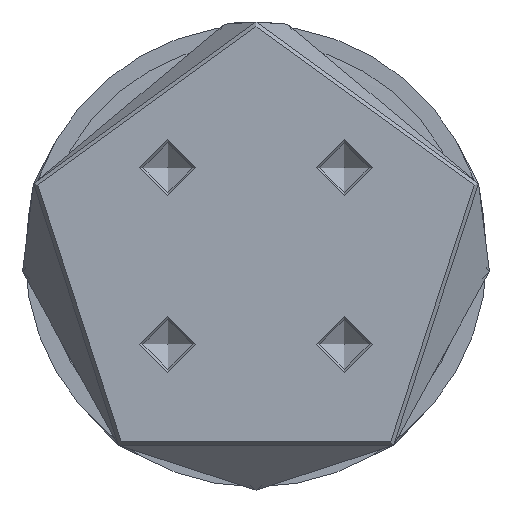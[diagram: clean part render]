
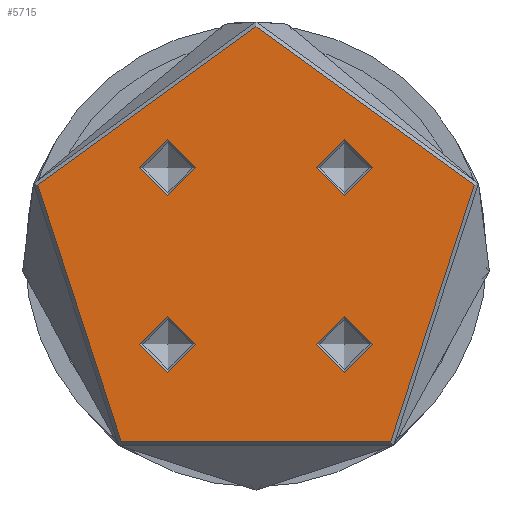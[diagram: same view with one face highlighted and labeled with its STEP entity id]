
A CAD part, front view. The second image highlights one B-rep face of the part: STEP entity #5715.
In plain terms, the highlighted face is planar.
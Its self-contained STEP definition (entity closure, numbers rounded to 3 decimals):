
#292 = VERTEX_POINT ( 'NONE', #5200 ) ;
#426 = EDGE_CURVE ( 'NONE', #5826, #5826, #3251, .T. ) ;
#433 = AXIS2_PLACEMENT_3D ( 'NONE', #546, #3852, #1035 ) ;
#444 = CARTESIAN_POINT ( 'NONE',  ( -14.142, -14.142, 0. ) ) ;
#490 = VERTEX_POINT ( 'NONE', #1975 ) ;
#546 = CARTESIAN_POINT ( 'NONE',  ( 14.142, 14.142, 0. ) ) ;
#616 = PLANE ( 'NONE',  #913 ) ;
#707 = EDGE_LOOP ( 'NONE', ( #1726 ) ) ;
#776 = CIRCLE ( 'NONE', #4895, 4.5 ) ;
#850 = CARTESIAN_POINT ( 'NONE',  ( 14.142, -14.142, 0. ) ) ;
#913 = AXIS2_PLACEMENT_3D ( 'NONE', #2992, #4361, #3916 ) ;
#930 = DIRECTION ( 'NONE',  ( -1., 0., 0. ) ) ;
#1035 = DIRECTION ( 'NONE',  ( 1., 0., 0. ) ) ;
#1329 = DIRECTION ( 'NONE',  ( 1., 0., 0. ) ) ;
#1449 = ORIENTED_EDGE ( 'NONE', *, *, #4127, .T. ) ;
#1510 = EDGE_LOOP ( 'NONE', ( #4489 ) ) ;
#1726 = ORIENTED_EDGE ( 'NONE', *, *, #3411, .F. ) ;
#1975 = CARTESIAN_POINT ( 'NONE',  ( 36.75, 0., 0. ) ) ;
#2325 = AXIS2_PLACEMENT_3D ( 'NONE', #2462, #5748, #2940 ) ;
#2326 = CIRCLE ( 'NONE', #2325, 4.5 ) ;
#2336 = DIRECTION ( 'NONE',  ( 0., 0., 1. ) ) ;
#2378 = CIRCLE ( 'NONE', #3062, 36.75 ) ;
#2427 = CARTESIAN_POINT ( 'NONE',  ( -18.642, 14.142, 0. ) ) ;
#2459 = EDGE_CURVE ( 'NONE', #292, #292, #5347, .T. ) ;
#2462 = CARTESIAN_POINT ( 'NONE',  ( -14.142, 14.142, 0. ) ) ;
#2842 = EDGE_LOOP ( 'NONE', ( #2929 ) ) ;
#2929 = ORIENTED_EDGE ( 'NONE', *, *, #2459, .T. ) ;
#2940 = DIRECTION ( 'NONE',  ( -1., 0., 0. ) ) ;
#2992 = CARTESIAN_POINT ( 'NONE',  ( 0., 0., 0. ) ) ;
#3062 = AXIS2_PLACEMENT_3D ( 'NONE', #5130, #2336, #5612 ) ;
#3064 = ORIENTED_EDGE ( 'NONE', *, *, #426, .F. ) ;
#3251 = CIRCLE ( 'NONE', #433, 4.5 ) ;
#3411 = EDGE_CURVE ( 'NONE', #4251, #4251, #776, .T. ) ;
#3422 = AXIS2_PLACEMENT_3D ( 'NONE', #850, #4141, #1329 ) ;
#3470 = VERTEX_POINT ( 'NONE', #2427 ) ;
#3751 = DIRECTION ( 'NONE',  ( 0., 0., 1. ) ) ;
#3812 = CARTESIAN_POINT ( 'NONE',  ( -18.642, -14.142, 0. ) ) ;
#3852 = DIRECTION ( 'NONE',  ( 0., 0., 1. ) ) ;
#3873 = FACE_BOUND ( 'NONE', #4142, .T. ) ;
#3916 = DIRECTION ( 'NONE',  ( -1., 0., 0. ) ) ;
#4127 = EDGE_CURVE ( 'NONE', #3470, #3470, #2326, .T. ) ;
#4141 = DIRECTION ( 'NONE',  ( 0., 0., -1. ) ) ;
#4142 = EDGE_LOOP ( 'NONE', ( #1449 ) ) ;
#4163 = FACE_BOUND ( 'NONE', #2842, .T. ) ;
#4251 = VERTEX_POINT ( 'NONE', #3812 ) ;
#4361 = DIRECTION ( 'NONE',  ( 0., 0., -1. ) ) ;
#4489 = ORIENTED_EDGE ( 'NONE', *, *, #5412, .T. ) ;
#4684 = EDGE_LOOP ( 'NONE', ( #3064 ) ) ;
#4895 = AXIS2_PLACEMENT_3D ( 'NONE', #444, #3751, #930 ) ;
#5130 = CARTESIAN_POINT ( 'NONE',  ( 0., 0., 0. ) ) ;
#5181 = CARTESIAN_POINT ( 'NONE',  ( 18.642, 14.142, 0. ) ) ;
#5200 = CARTESIAN_POINT ( 'NONE',  ( 18.642, -14.142, 0. ) ) ;
#5347 = CIRCLE ( 'NONE', #3422, 4.5 ) ;
#5350 = FACE_OUTER_BOUND ( 'NONE', #1510, .T. ) ;
#5412 = EDGE_CURVE ( 'NONE', #490, #490, #2378, .T. ) ;
#5432 = FACE_BOUND ( 'NONE', #4684, .T. ) ;
#5580 = FACE_BOUND ( 'NONE', #707, .T. ) ;
#5612 = DIRECTION ( 'NONE',  ( 1., 0., 0. ) ) ;
#5715 = ADVANCED_FACE ( 'NONE', ( #5580, #3873, #4163, #5432, #5350 ), #616, .F. ) ;
#5748 = DIRECTION ( 'NONE',  ( 0., 0., -1. ) ) ;
#5826 = VERTEX_POINT ( 'NONE', #5181 ) ;
